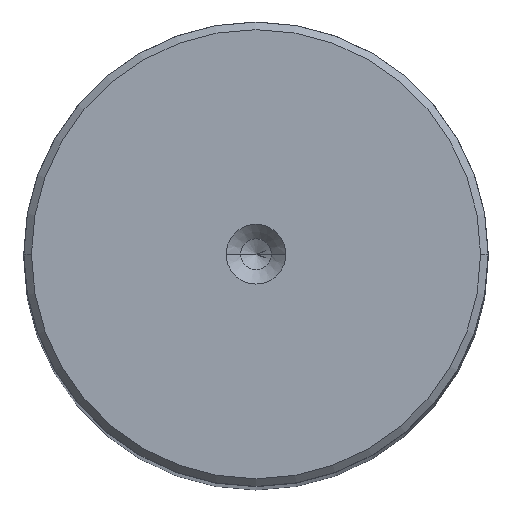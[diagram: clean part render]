
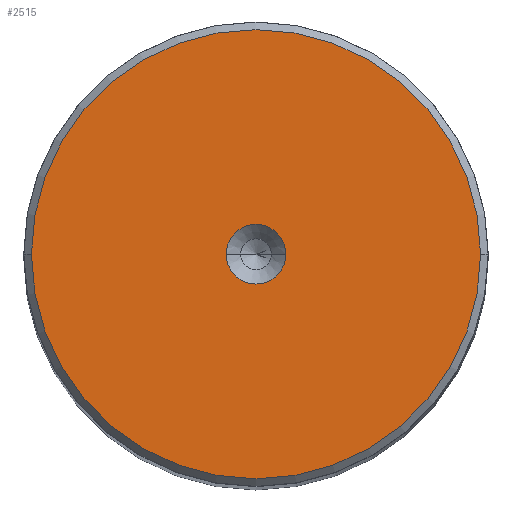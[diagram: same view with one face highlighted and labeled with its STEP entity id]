
A CAD part, top view. The second image highlights one B-rep face of the part: STEP entity #2515.
In plain terms, the highlighted planar face has unit normal (0, 0, 1).
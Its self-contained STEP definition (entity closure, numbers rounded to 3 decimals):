
#53 = CARTESIAN_POINT ( 'NONE',  ( 3.85, 0., 260. ) ) ;
#68 = DIRECTION ( 'NONE',  ( 0., 0., 1. ) ) ;
#181 = DIRECTION ( 'NONE',  ( 1., 0., 0. ) ) ;
#283 = CARTESIAN_POINT ( 'NONE',  ( 0., 0., 260. ) ) ;
#323 = VERTEX_POINT ( 'NONE', #2434 ) ;
#586 = AXIS2_PLACEMENT_3D ( 'NONE', #283, #962, #742 ) ;
#611 = VERTEX_POINT ( 'NONE', #1153 ) ;
#618 = EDGE_CURVE ( 'NONE', #2074, #611, #1446, .T. ) ;
#635 = EDGE_CURVE ( 'NONE', #323, #2265, #940, .T. ) ;
#707 = EDGE_CURVE ( 'NONE', #2265, #323, #1967, .T. ) ;
#742 = DIRECTION ( 'NONE',  ( 1., 0., 0. ) ) ;
#761 = EDGE_CURVE ( 'NONE', #611, #2074, #806, .T. ) ;
#806 = CIRCLE ( 'NONE', #2714, 29.016 ) ;
#812 = ORIENTED_EDGE ( 'NONE', *, *, #761, .T. ) ;
#826 = CARTESIAN_POINT ( 'NONE',  ( 0., 0., 260. ) ) ;
#940 = CIRCLE ( 'NONE', #1917, 3.85 ) ;
#962 = DIRECTION ( 'NONE',  ( 0., 0., 1. ) ) ;
#975 = EDGE_LOOP ( 'NONE', ( #1494, #812 ) ) ;
#978 = DIRECTION ( 'NONE',  ( 1., 0., 0. ) ) ;
#1063 = DIRECTION ( 'NONE',  ( 0., 0., 1. ) ) ;
#1153 = CARTESIAN_POINT ( 'NONE',  ( 29.016, 0., 260. ) ) ;
#1187 = CARTESIAN_POINT ( 'NONE',  ( 0., 0., 260. ) ) ;
#1197 = DIRECTION ( 'NONE',  ( 0., 0., 1. ) ) ;
#1446 = CIRCLE ( 'NONE', #586, 29.016 ) ;
#1473 = AXIS2_PLACEMENT_3D ( 'NONE', #2676, #2048, #1838 ) ;
#1494 = ORIENTED_EDGE ( 'NONE', *, *, #618, .T. ) ;
#1496 = EDGE_LOOP ( 'NONE', ( #2428, #2371 ) ) ;
#1704 = FACE_BOUND ( 'NONE', #1496, .T. ) ;
#1838 = DIRECTION ( 'NONE',  ( 1., 0., 0. ) ) ;
#1862 = AXIS2_PLACEMENT_3D ( 'NONE', #826, #1063, #181 ) ;
#1874 = FACE_OUTER_BOUND ( 'NONE', #975, .T. ) ;
#1917 = AXIS2_PLACEMENT_3D ( 'NONE', #1187, #1197, #2056 ) ;
#1967 = CIRCLE ( 'NONE', #1473, 3.85 ) ;
#2048 = DIRECTION ( 'NONE',  ( 0., 0., 1. ) ) ;
#2056 = DIRECTION ( 'NONE',  ( 1., 0., 0. ) ) ;
#2064 = CARTESIAN_POINT ( 'NONE',  ( 0., 0., 260. ) ) ;
#2074 = VERTEX_POINT ( 'NONE', #2406 ) ;
#2265 = VERTEX_POINT ( 'NONE', #53 ) ;
#2371 = ORIENTED_EDGE ( 'NONE', *, *, #635, .F. ) ;
#2406 = CARTESIAN_POINT ( 'NONE',  ( -29.016, 0., 260. ) ) ;
#2428 = ORIENTED_EDGE ( 'NONE', *, *, #707, .F. ) ;
#2434 = CARTESIAN_POINT ( 'NONE',  ( -3.85, 0., 260. ) ) ;
#2515 = ADVANCED_FACE ( 'NONE', ( #1704, #1874 ), #2749, .T. ) ;
#2676 = CARTESIAN_POINT ( 'NONE',  ( 0., 0., 260. ) ) ;
#2714 = AXIS2_PLACEMENT_3D ( 'NONE', #2064, #68, #978 ) ;
#2749 = PLANE ( 'NONE',  #1862 ) ;
